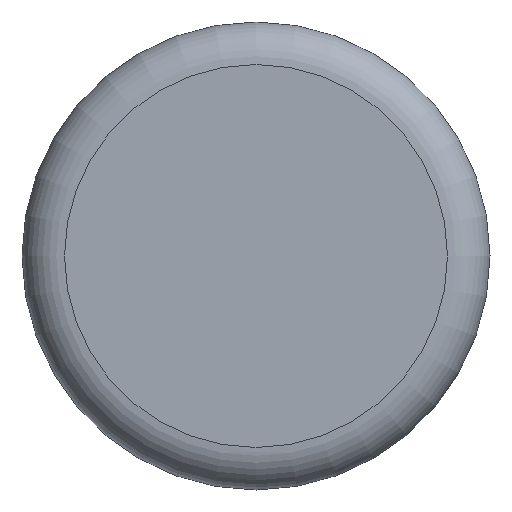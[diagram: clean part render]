
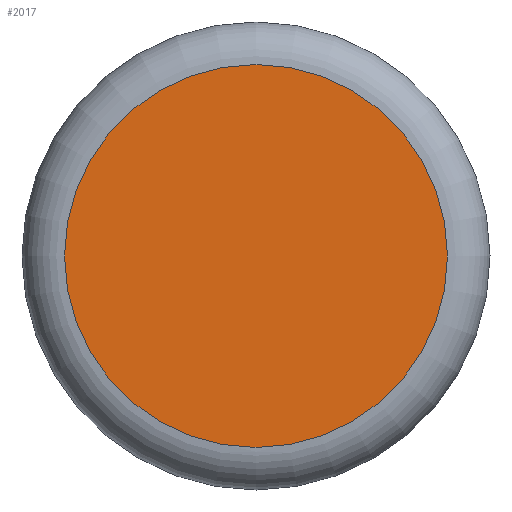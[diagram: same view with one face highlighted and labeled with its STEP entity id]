
A CAD part, left-side view. The second image highlights one B-rep face of the part: STEP entity #2017.
In plain terms, the highlighted planar face has unit normal (-1, 0, 0).
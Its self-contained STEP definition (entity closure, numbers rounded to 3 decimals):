
#1782 = TOROIDAL_SURFACE('',#1783,0.45,0.1);
#1783 = AXIS2_PLACEMENT_3D('',#1784,#1785,#1786);
#1784 = CARTESIAN_POINT('',(-1.,0.,0.55));
#1785 = DIRECTION('',(-1.,0.,0.));
#1786 = DIRECTION('',(0.,0.,1.));
#1912 = VERTEX_POINT('',#1913);
#1913 = CARTESIAN_POINT('',(-1.1,0.,0.1));
#1937 = EDGE_CURVE('',#1912,#1912,#1938,.T.);
#1938 = SURFACE_CURVE('',#1939,(#1944,#1973),.PCURVE_S1.);
#1939 = CIRCLE('',#1940,0.45);
#1940 = AXIS2_PLACEMENT_3D('',#1941,#1942,#1943);
#1941 = CARTESIAN_POINT('',(-1.1,0.,0.55));
#1942 = DIRECTION('',(1.,0.,0.));
#1943 = DIRECTION('',(0.,0.,1.));
#1944 = PCURVE('',#1782,#1945);
#1945 = DEFINITIONAL_REPRESENTATION('',(#1946),#1972);
#1946 = B_SPLINE_CURVE_WITH_KNOTS('',3,(#1947,#1948,#1949,#1950,#1951,
    #1952,#1953,#1954,#1955,#1956,#1957,#1958,#1959,#1960,#1961,#1962,
    #1963,#1964,#1965,#1966,#1967,#1968,#1969,#1970,#1971),
  .UNSPECIFIED.,.F.,.F.,(4,1,1,1,1,1,1,1,1,1,1,1,1,1,1,1,1,1,1,1,1,1,4),
  (3.142,3.427,3.713,3.998,
    4.284,4.57,4.855,5.141,
    5.426,5.712,5.998,6.283,
    6.569,6.854,7.14,7.426,
    7.711,7.997,8.282,8.568,
    8.854,9.139,9.425),.QUASI_UNIFORM_KNOTS.);
#1947 = CARTESIAN_POINT('',(9.425,7.854));
#1948 = CARTESIAN_POINT('',(9.33,7.854));
#1949 = CARTESIAN_POINT('',(9.139,7.854));
#1950 = CARTESIAN_POINT('',(8.854,7.854));
#1951 = CARTESIAN_POINT('',(8.568,7.854));
#1952 = CARTESIAN_POINT('',(8.282,7.854));
#1953 = CARTESIAN_POINT('',(7.997,7.854));
#1954 = CARTESIAN_POINT('',(7.711,7.854));
#1955 = CARTESIAN_POINT('',(7.426,7.854));
#1956 = CARTESIAN_POINT('',(7.14,7.854));
#1957 = CARTESIAN_POINT('',(6.854,7.854));
#1958 = CARTESIAN_POINT('',(6.569,7.854));
#1959 = CARTESIAN_POINT('',(6.283,7.854));
#1960 = CARTESIAN_POINT('',(5.998,7.854));
#1961 = CARTESIAN_POINT('',(5.712,7.854));
#1962 = CARTESIAN_POINT('',(5.426,7.854));
#1963 = CARTESIAN_POINT('',(5.141,7.854));
#1964 = CARTESIAN_POINT('',(4.855,7.854));
#1965 = CARTESIAN_POINT('',(4.57,7.854));
#1966 = CARTESIAN_POINT('',(4.284,7.854));
#1967 = CARTESIAN_POINT('',(3.998,7.854));
#1968 = CARTESIAN_POINT('',(3.713,7.854));
#1969 = CARTESIAN_POINT('',(3.427,7.854));
#1970 = CARTESIAN_POINT('',(3.237,7.854));
#1971 = CARTESIAN_POINT('',(3.142,7.854));
#1972 = ( GEOMETRIC_REPRESENTATION_CONTEXT(2) 
PARAMETRIC_REPRESENTATION_CONTEXT() REPRESENTATION_CONTEXT('2D SPACE',''
  ) );
#1973 = PCURVE('',#1974,#1979);
#1974 = PLANE('',#1975);
#1975 = AXIS2_PLACEMENT_3D('',#1976,#1977,#1978);
#1976 = CARTESIAN_POINT('',(-1.1,0.,0.55));
#1977 = DIRECTION('',(-1.,0.,0.));
#1978 = DIRECTION('',(0.,0.,1.));
#1979 = DEFINITIONAL_REPRESENTATION('',(#1980),#1988);
#1980 = ( BOUNDED_CURVE() B_SPLINE_CURVE(2,(#1981,#1982,#1983,#1984,
#1985,#1986,#1987),.UNSPECIFIED.,.F.,.F.) B_SPLINE_CURVE_WITH_KNOTS((1,2
    ,2,2,2,1),(-2.094,0.,2.094,4.189,
6.283,8.378),.UNSPECIFIED.) CURVE() 
GEOMETRIC_REPRESENTATION_ITEM() RATIONAL_B_SPLINE_CURVE((1.,0.5,1.,0.5,
1.,0.5,1.)) REPRESENTATION_ITEM('') );
#1981 = CARTESIAN_POINT('',(0.45,0.));
#1982 = CARTESIAN_POINT('',(0.45,-0.779));
#1983 = CARTESIAN_POINT('',(-0.225,-0.39));
#1984 = CARTESIAN_POINT('',(-0.9,0.));
#1985 = CARTESIAN_POINT('',(-0.225,0.39));
#1986 = CARTESIAN_POINT('',(0.45,0.779));
#1987 = CARTESIAN_POINT('',(0.45,0.));
#1988 = ( GEOMETRIC_REPRESENTATION_CONTEXT(2) 
PARAMETRIC_REPRESENTATION_CONTEXT() REPRESENTATION_CONTEXT('2D SPACE',''
  ) );
#2017 = ADVANCED_FACE('',(#2018),#1974,.T.);
#2018 = FACE_BOUND('',#2019,.T.);
#2019 = EDGE_LOOP('',(#2020));
#2020 = ORIENTED_EDGE('',*,*,#1937,.F.);
